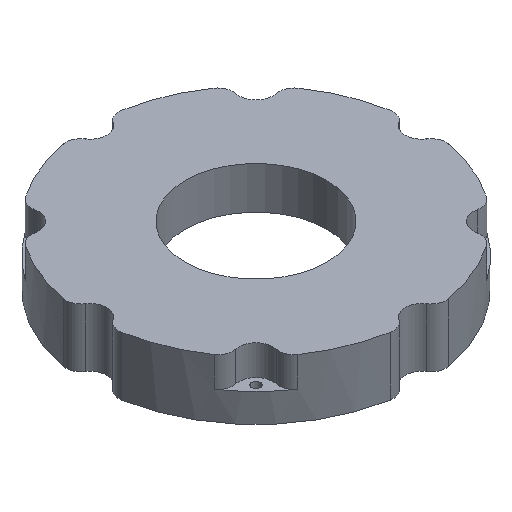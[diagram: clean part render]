
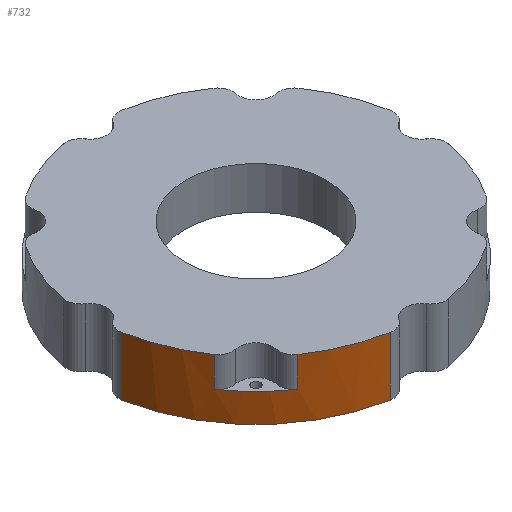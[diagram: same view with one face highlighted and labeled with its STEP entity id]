
A CAD part, isometric view. The second image highlights one B-rep face of the part: STEP entity #732.
In plain terms, the highlighted cylindrical face has radius 55 mm (diameter 110 mm), a partial arc.
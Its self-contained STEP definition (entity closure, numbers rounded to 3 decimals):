
#35=FACE_OUTER_BOUND('',#77,.T.);
#77=EDGE_LOOP('',(#505,#506,#507,#508,#509,#510,#511,#512));
#127=LINE('',#1185,#165);
#128=LINE('',#1253,#166);
#129=LINE('',#1255,#167);
#130=LINE('',#1258,#168);
#165=VECTOR('',#911,10.);
#166=VECTOR('',#982,10.);
#167=VECTOR('',#983,10.);
#168=VECTOR('',#986,10.);
#204=CIRCLE('',#789,55.);
#232=CIRCLE('',#817,55.);
#236=CIRCLE('',#822,55.);
#237=CIRCLE('',#823,55.);
#278=VERTEX_POINT('',#1178);
#281=VERTEX_POINT('',#1183);
#282=VERTEX_POINT('',#1187);
#309=VERTEX_POINT('',#1241);
#310=VERTEX_POINT('',#1243);
#313=VERTEX_POINT('',#1251);
#314=VERTEX_POINT('',#1254);
#315=VERTEX_POINT('',#1256);
#357=EDGE_CURVE('',#281,#278,#127,.T.);
#358=EDGE_CURVE('',#278,#282,#204,.T.);
#386=EDGE_CURVE('',#309,#310,#232,.T.);
#390=EDGE_CURVE('',#313,#281,#236,.T.);
#391=EDGE_CURVE('',#310,#313,#128,.T.);
#392=EDGE_CURVE('',#314,#309,#129,.T.);
#393=EDGE_CURVE('',#314,#315,#237,.T.);
#394=EDGE_CURVE('',#282,#315,#130,.T.);
#505=ORIENTED_EDGE('',*,*,#357,.F.);
#506=ORIENTED_EDGE('',*,*,#390,.F.);
#507=ORIENTED_EDGE('',*,*,#391,.F.);
#508=ORIENTED_EDGE('',*,*,#386,.F.);
#509=ORIENTED_EDGE('',*,*,#392,.F.);
#510=ORIENTED_EDGE('',*,*,#393,.T.);
#511=ORIENTED_EDGE('',*,*,#394,.F.);
#512=ORIENTED_EDGE('',*,*,#358,.F.);
#697=CYLINDRICAL_SURFACE('',#821,55.);
#732=ADVANCED_FACE('',(#35),#697,.T.);
#789=AXIS2_PLACEMENT_3D('',#1188,#914,#915);
#817=AXIS2_PLACEMENT_3D('',#1244,#970,#971);
#821=AXIS2_PLACEMENT_3D('',#1250,#978,#979);
#822=AXIS2_PLACEMENT_3D('',#1252,#980,#981);
#823=AXIS2_PLACEMENT_3D('',#1257,#984,#985);
#911=DIRECTION('',(0.,0.,1.));
#914=DIRECTION('center_axis',(0.,0.,1.));
#915=DIRECTION('ref_axis',(-1.,0.,0.));
#970=DIRECTION('center_axis',(0.,0.,1.));
#971=DIRECTION('ref_axis',(-1.,0.,0.));
#978=DIRECTION('center_axis',(0.,0.,1.));
#979=DIRECTION('ref_axis',(1.,0.,0.));
#980=DIRECTION('center_axis',(0.,0.,1.));
#981=DIRECTION('ref_axis',(1.,0.,0.));
#982=DIRECTION('',(0.,0.,-1.));
#983=DIRECTION('',(0.,0.,1.));
#984=DIRECTION('center_axis',(0.,0.,1.));
#985=DIRECTION('ref_axis',(1.,0.,0.));
#986=DIRECTION('',(0.,0.,-1.));
#1178=CARTESIAN_POINT('',(-31.296,-45.228,19.5));
#1183=CARTESIAN_POINT('',(-31.296,-45.228,9.5));
#1185=CARTESIAN_POINT('',(-31.296,-45.228,0.));
#1187=CARTESIAN_POINT('',(-9.646,-54.148,19.5));
#1188=CARTESIAN_POINT('Origin',(0.,0.,19.5));
#1241=CARTESIAN_POINT('',(-54.148,-9.646,19.5));
#1243=CARTESIAN_POINT('',(-45.228,-31.296,19.5));
#1244=CARTESIAN_POINT('Origin',(0.,0.,19.5));
#1250=CARTESIAN_POINT('Origin',(0.,0.,0.));
#1251=CARTESIAN_POINT('',(-45.228,-31.296,9.5));
#1252=CARTESIAN_POINT('Origin',(0.,0.,9.5));
#1253=CARTESIAN_POINT('',(-45.228,-31.296,0.));
#1254=CARTESIAN_POINT('',(-54.148,-9.646,0.));
#1255=CARTESIAN_POINT('',(-54.148,-9.646,0.));
#1256=CARTESIAN_POINT('',(-9.646,-54.148,0.));
#1257=CARTESIAN_POINT('Origin',(0.,0.,0.));
#1258=CARTESIAN_POINT('',(-9.646,-54.148,0.));
